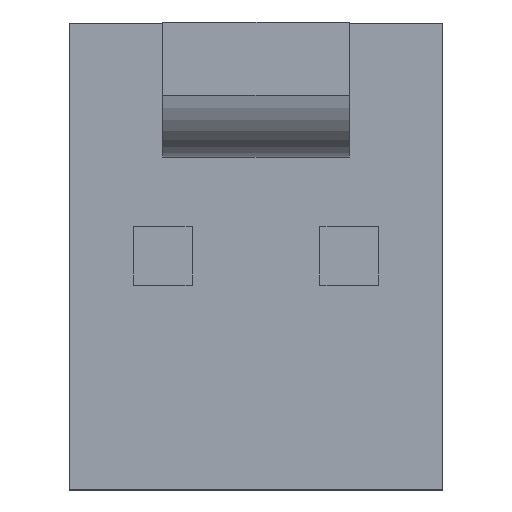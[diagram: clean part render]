
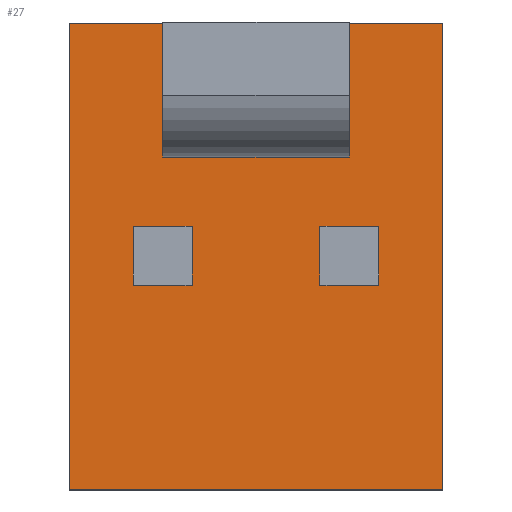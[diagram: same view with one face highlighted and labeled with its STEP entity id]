
A CAD part, top view. The second image highlights one B-rep face of the part: STEP entity #27.
In plain terms, the highlighted planar face has unit normal (0, 0, 1).
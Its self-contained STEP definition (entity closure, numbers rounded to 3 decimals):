
#9 = EDGE_CURVE ( 'NONE', #303, #317, #536, .T. ) ;
#10 = EDGE_CURVE ( 'NONE', #306, #263, #532, .T. ) ;
#26 = EDGE_LOOP ( 'NONE', ( #55, #65, #54, #63, #64, #59, #60, #66 ) ) ;
#27 = ADVANCED_FACE ( 'NONE', ( #466 ), #491, .T. ) ;
#54 = ORIENTED_EDGE ( 'NONE', *, *, #10, .F. ) ;
#55 = ORIENTED_EDGE ( 'NONE', *, *, #62, .F. ) ;
#59 = ORIENTED_EDGE ( 'NONE', *, *, #316, .F. ) ;
#60 = ORIENTED_EDGE ( 'NONE', *, *, #9, .F. ) ;
#62 = EDGE_CURVE ( 'NONE', #236, #283, #370, .T. ) ;
#63 = ORIENTED_EDGE ( 'NONE', *, *, #307, .F. ) ;
#64 = ORIENTED_EDGE ( 'NONE', *, *, #325, .F. ) ;
#65 = ORIENTED_EDGE ( 'NONE', *, *, #288, .F. ) ;
#66 = ORIENTED_EDGE ( 'NONE', *, *, #302, .F. ) ;
#236 = VERTEX_POINT ( 'NONE', #891 ) ;
#263 = VERTEX_POINT ( 'NONE', #835 ) ;
#283 = VERTEX_POINT ( 'NONE', #773 ) ;
#288 = EDGE_CURVE ( 'NONE', #263, #236, #766, .T. ) ;
#295 = VERTEX_POINT ( 'NONE', #614 ) ;
#302 = EDGE_CURVE ( 'NONE', #283, #303, #579, .T. ) ;
#303 = VERTEX_POINT ( 'NONE', #575 ) ;
#306 = VERTEX_POINT ( 'NONE', #594 ) ;
#307 = EDGE_CURVE ( 'NONE', #327, #306, #593, .T. ) ;
#316 = EDGE_CURVE ( 'NONE', #317, #295, #554, .T. ) ;
#317 = VERTEX_POINT ( 'NONE', #550 ) ;
#325 = EDGE_CURVE ( 'NONE', #295, #327, #663, .T. ) ;
#327 = VERTEX_POINT ( 'NONE', #659 ) ;
#367 = DIRECTION ( 'NONE',  ( 1., 0., 0. ) ) ;
#368 = VECTOR ( 'NONE', #367, 1000. ) ;
#369 = CARTESIAN_POINT ( 'NONE',  ( -1.27, 2.18, 3.17 ) ) ;
#370 = LINE ( 'NONE', #369, #368 ) ;
#466 = FACE_OUTER_BOUND ( 'NONE', #26, .T. ) ;
#487 = DIRECTION ( 'NONE',  ( 1., 0., 0. ) ) ;
#488 = DIRECTION ( 'NONE',  ( 0., 0., 1. ) ) ;
#489 = CARTESIAN_POINT ( 'NONE',  ( 0., 0., 3.17 ) ) ;
#490 = AXIS2_PLACEMENT_3D ( 'NONE', #489, #488, #487 ) ;
#491 = PLANE ( 'NONE',  #490 ) ;
#529 = DIRECTION ( 'NONE',  ( 1., 0., 0. ) ) ;
#530 = VECTOR ( 'NONE', #529, 1000. ) ;
#531 = CARTESIAN_POINT ( 'NONE',  ( -1.27, 3.18, 3.17 ) ) ;
#532 = LINE ( 'NONE', #531, #530 ) ;
#533 = DIRECTION ( 'NONE',  ( 1., 0., 0. ) ) ;
#534 = VECTOR ( 'NONE', #533, 1000. ) ;
#535 = CARTESIAN_POINT ( 'NONE',  ( 2.54, 3.18, 3.17 ) ) ;
#536 = LINE ( 'NONE', #535, #534 ) ;
#550 = CARTESIAN_POINT ( 'NONE',  ( 3.81, 3.18, 3.17 ) ) ;
#551 = DIRECTION ( 'NONE',  ( 0., -1., 0. ) ) ;
#552 = VECTOR ( 'NONE', #551, 1000. ) ;
#553 = CARTESIAN_POINT ( 'NONE',  ( 3.81, 3.18, 3.17 ) ) ;
#554 = LINE ( 'NONE', #553, #552 ) ;
#575 = CARTESIAN_POINT ( 'NONE',  ( 2.54, 3.18, 3.17 ) ) ;
#576 = DIRECTION ( 'NONE',  ( 0., 1., 0. ) ) ;
#577 = VECTOR ( 'NONE', #576, 1000. ) ;
#578 = CARTESIAN_POINT ( 'NONE',  ( 2.54, 1.35, 3.17 ) ) ;
#579 = LINE ( 'NONE', #578, #577 ) ;
#590 = DIRECTION ( 'NONE',  ( 0., 1., 0. ) ) ;
#591 = VECTOR ( 'NONE', #590, 1000. ) ;
#592 = CARTESIAN_POINT ( 'NONE',  ( -1.27, -3.17, 3.17 ) ) ;
#593 = LINE ( 'NONE', #592, #591 ) ;
#594 = CARTESIAN_POINT ( 'NONE',  ( -1.27, 3.18, 3.17 ) ) ;
#614 = CARTESIAN_POINT ( 'NONE',  ( 3.81, -3.17, 3.17 ) ) ;
#659 = CARTESIAN_POINT ( 'NONE',  ( -1.27, -3.17, 3.17 ) ) ;
#660 = DIRECTION ( 'NONE',  ( -1., 0., 0. ) ) ;
#661 = VECTOR ( 'NONE', #660, 1000. ) ;
#662 = CARTESIAN_POINT ( 'NONE',  ( 3.81, -3.17, 3.17 ) ) ;
#663 = LINE ( 'NONE', #662, #661 ) ;
#763 = DIRECTION ( 'NONE',  ( 0., -1., 0. ) ) ;
#764 = VECTOR ( 'NONE', #763, 1000. ) ;
#765 = CARTESIAN_POINT ( 'NONE',  ( 0., 3.18, 3.17 ) ) ;
#766 = LINE ( 'NONE', #765, #764 ) ;
#773 = CARTESIAN_POINT ( 'NONE',  ( 2.54, 2.18, 3.17 ) ) ;
#835 = CARTESIAN_POINT ( 'NONE',  ( 0., 3.18, 3.17 ) ) ;
#891 = CARTESIAN_POINT ( 'NONE',  ( 0., 2.18, 3.17 ) ) ;
